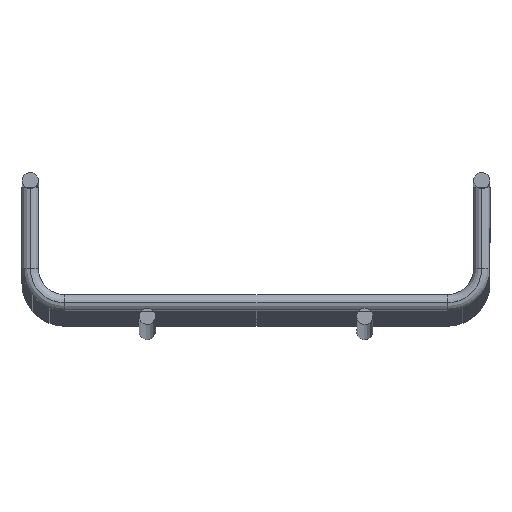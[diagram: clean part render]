
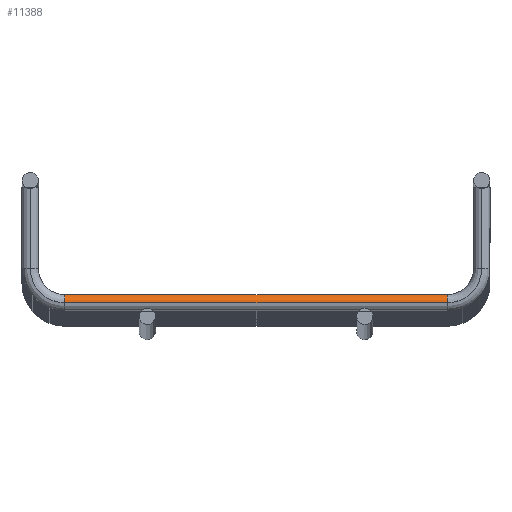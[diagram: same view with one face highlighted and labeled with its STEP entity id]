
A CAD part, top view. The second image highlights one B-rep face of the part: STEP entity #11388.
In plain terms, the highlighted cylindrical face has radius 1.9 mm (diameter 3.8 mm), a partial arc.
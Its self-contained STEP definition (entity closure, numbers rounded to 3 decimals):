
#714 = EDGE_LOOP ( 'NONE', ( #3048, #5415, #3083, #2183 ) ) ;
#772 = VERTEX_POINT ( 'NONE', #3566 ) ;
#791 = EDGE_CURVE ( 'NONE', #10043, #772, #3394, .T. ) ;
#929 = VERTEX_POINT ( 'NONE', #4621 ) ;
#1174 = CARTESIAN_POINT ( 'NONE',  ( -44., 1.9, 0. ) ) ;
#2183 = ORIENTED_EDGE ( 'NONE', *, *, #791, .F. ) ;
#2533 = DIRECTION ( 'NONE',  ( 0., 0., -1. ) ) ;
#2715 = FACE_OUTER_BOUND ( 'NONE', #714, .T. ) ;
#2889 = VECTOR ( 'NONE', #8655, 1000. ) ;
#3048 = ORIENTED_EDGE ( 'NONE', *, *, #5455, .T. ) ;
#3083 = ORIENTED_EDGE ( 'NONE', *, *, #7831, .F. ) ;
#3394 = CIRCLE ( 'NONE', #10231, 1.9 ) ;
#3400 = DIRECTION ( 'NONE',  ( 1., 0., 0. ) ) ;
#3566 = CARTESIAN_POINT ( 'NONE',  ( 44., 1.9, 0. ) ) ;
#4574 = CARTESIAN_POINT ( 'NONE',  ( 44., 1.9, -1.9 ) ) ;
#4621 = CARTESIAN_POINT ( 'NONE',  ( -44., 3.8, -1.9 ) ) ;
#4638 = DIRECTION ( 'NONE',  ( -1., 0., 0. ) ) ;
#5415 = ORIENTED_EDGE ( 'NONE', *, *, #8716, .T. ) ;
#5455 = EDGE_CURVE ( 'NONE', #10043, #929, #6808, .T. ) ;
#5612 = VECTOR ( 'NONE', #5720, 1000. ) ;
#5720 = DIRECTION ( 'NONE',  ( -1., 0., 0. ) ) ;
#6409 = CARTESIAN_POINT ( 'NONE',  ( 44., 3.8, -1.9 ) ) ;
#6464 = CARTESIAN_POINT ( 'NONE',  ( -53.8, 1.9, -1.9 ) ) ;
#6525 = CYLINDRICAL_SURFACE ( 'NONE', #11310, 1.9 ) ;
#6808 = LINE ( 'NONE', #7842, #5612 ) ;
#7831 = EDGE_CURVE ( 'NONE', #772, #9398, #11633, .T. ) ;
#7842 = CARTESIAN_POINT ( 'NONE',  ( -44., 3.8, -1.9 ) ) ;
#8655 = DIRECTION ( 'NONE',  ( -1., 0., 0. ) ) ;
#8716 = EDGE_CURVE ( 'NONE', #929, #9398, #10928, .T. ) ;
#9398 = VERTEX_POINT ( 'NONE', #11687 ) ;
#9564 = AXIS2_PLACEMENT_3D ( 'NONE', #9829, #3400, #2533 ) ;
#9829 = CARTESIAN_POINT ( 'NONE',  ( -44., 1.9, -1.9 ) ) ;
#10043 = VERTEX_POINT ( 'NONE', #6409 ) ;
#10231 = AXIS2_PLACEMENT_3D ( 'NONE', #4574, #11712, #10775 ) ;
#10301 = DIRECTION ( 'NONE',  ( 0., -1., 0. ) ) ;
#10775 = DIRECTION ( 'NONE',  ( 0., 0., -1. ) ) ;
#10928 = CIRCLE ( 'NONE', #9564, 1.9 ) ;
#11310 = AXIS2_PLACEMENT_3D ( 'NONE', #6464, #4638, #10301 ) ;
#11388 = ADVANCED_FACE ( 'NONE', ( #2715 ), #6525, .T. ) ;
#11633 = LINE ( 'NONE', #1174, #2889 ) ;
#11687 = CARTESIAN_POINT ( 'NONE',  ( -44., 1.9, 0. ) ) ;
#11712 = DIRECTION ( 'NONE',  ( 1., 0., 0. ) ) ;
